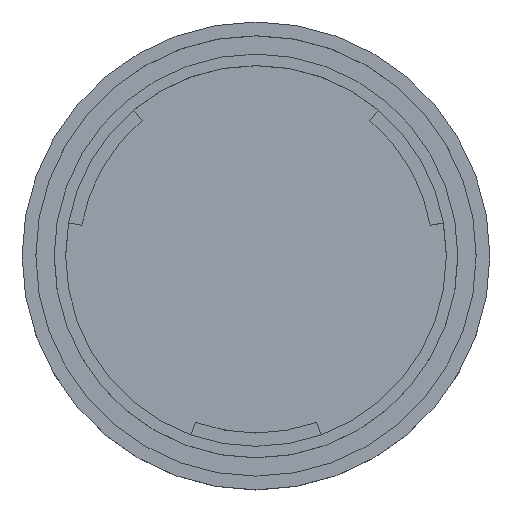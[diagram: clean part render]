
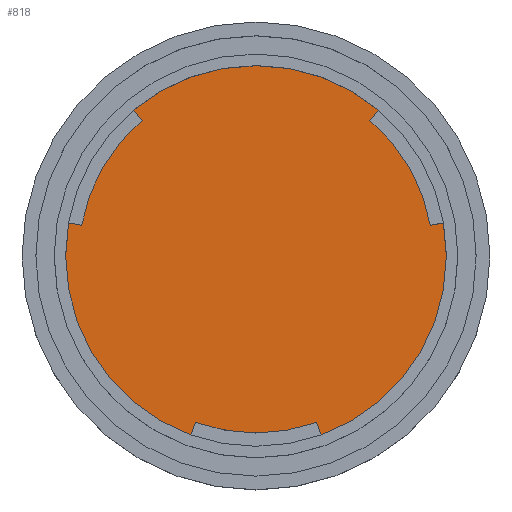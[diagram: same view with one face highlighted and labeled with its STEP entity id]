
A CAD part, top view. The second image highlights one B-rep face of the part: STEP entity #818.
In plain terms, the highlighted planar face has unit normal (0, 0, 1).
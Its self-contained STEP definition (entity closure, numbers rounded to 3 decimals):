
#287=ORIENTED_EDGE('',*,*,#438,.T.);
#438=EDGE_CURVE('',#542,#542,#609,.F.);
#542=VERTEX_POINT('',#1206);
#609=CIRCLE('',#878,20.75);
#655=EDGE_LOOP('',(#287));
#723=FACE_BOUND('',#655,.T.);
#772=PLANE('',#903);
#818=ADVANCED_FACE('',(#723),#772,.F.);
#878=AXIS2_PLACEMENT_3D('',#1205,#980,#981);
#903=AXIS2_PLACEMENT_3D('',#1292,#1042,#1043);
#980=DIRECTION('',(0.,0.,-1.));
#981=DIRECTION('',(0.,1.,0.));
#1042=DIRECTION('',(0.,0.,-1.));
#1043=DIRECTION('',(-0.643,-0.766,0.));
#1205=CARTESIAN_POINT('',(0.,0.,3.));
#1206=CARTESIAN_POINT('',(0.,20.75,3.));
#1292=CARTESIAN_POINT('',(99.586,-83.562,3.));
